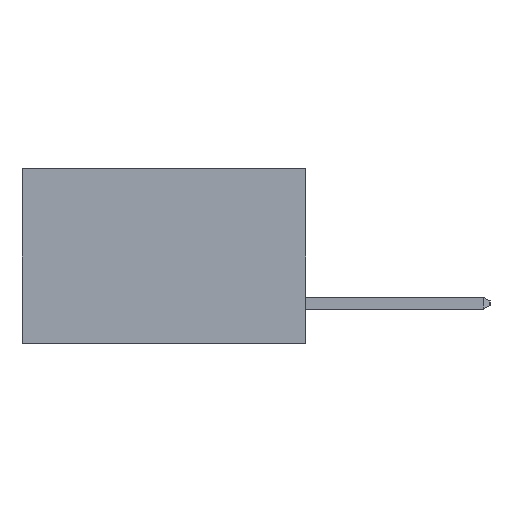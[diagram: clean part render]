
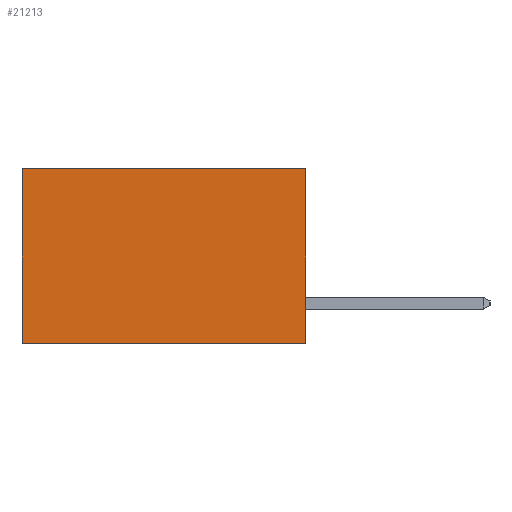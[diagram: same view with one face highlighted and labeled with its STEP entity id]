
A CAD part, left-side view. The second image highlights one B-rep face of the part: STEP entity #21213.
In plain terms, the highlighted planar face has unit normal (-1, 0, 0).
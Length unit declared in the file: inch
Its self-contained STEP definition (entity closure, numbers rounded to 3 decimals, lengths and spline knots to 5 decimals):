
#1133 = EDGE_CURVE ( 'NONE', #10554, #1367, #6506, .T. ) ;
#1367 = VERTEX_POINT ( 'NONE', #21940 ) ;
#1831 = CARTESIAN_POINT ( 'NONE',  ( 0.2615, 0.6, 0. ) ) ;
#2028 = DIRECTION ( 'NONE',  ( 0., 0., -1. ) ) ;
#3283 = ORIENTED_EDGE ( 'NONE', *, *, #22175, .T. ) ;
#4057 = DIRECTION ( 'NONE',  ( 0., 0., -1. ) ) ;
#4492 = ORIENTED_EDGE ( 'NONE', *, *, #7595, .T. ) ;
#6506 = LINE ( 'NONE', #16092, #16195 ) ;
#7483 = AXIS2_PLACEMENT_3D ( 'NONE', #11852, #15709, #4057 ) ;
#7595 = EDGE_CURVE ( 'NONE', #10554, #21837, #14041, .T. ) ;
#8432 = CARTESIAN_POINT ( 'NONE',  ( 0.2615, 0.6, -0.37 ) ) ;
#8924 = VECTOR ( 'NONE', #22220, 39.37008 ) ;
#9482 = LINE ( 'NONE', #16397, #18494 ) ;
#10554 = VERTEX_POINT ( 'NONE', #17828 ) ;
#10788 = DIRECTION ( 'NONE',  ( 0., 1., 0. ) ) ;
#11852 = CARTESIAN_POINT ( 'NONE',  ( 0.2615, 0., -0.37 ) ) ;
#13419 = VECTOR ( 'NONE', #22362, 39.37008 ) ;
#13752 = EDGE_CURVE ( 'NONE', #1367, #21377, #9482, .T. ) ;
#14041 = LINE ( 'NONE', #23028, #8924 ) ;
#15709 = DIRECTION ( 'NONE',  ( 1., 0., 0. ) ) ;
#16092 = CARTESIAN_POINT ( 'NONE',  ( 0.2615, 0., -0.37 ) ) ;
#16195 = VECTOR ( 'NONE', #2028, 39.37008 ) ;
#16397 = CARTESIAN_POINT ( 'NONE',  ( 0.2615, 0., -0.37 ) ) ;
#16478 = FACE_OUTER_BOUND ( 'NONE', #20779, .T. ) ;
#16651 = CARTESIAN_POINT ( 'NONE',  ( 0.2615, 0.6, -0.37 ) ) ;
#17828 = CARTESIAN_POINT ( 'NONE',  ( 0.2615, 0., 0. ) ) ;
#18186 = ORIENTED_EDGE ( 'NONE', *, *, #1133, .F. ) ;
#18494 = VECTOR ( 'NONE', #10788, 39.37008 ) ;
#19216 = ORIENTED_EDGE ( 'NONE', *, *, #13752, .F. ) ;
#20779 = EDGE_LOOP ( 'NONE', ( #3283, #19216, #18186, #4492 ) ) ;
#21213 = ADVANCED_FACE ( 'NONE', ( #16478 ), #23205, .F. ) ;
#21377 = VERTEX_POINT ( 'NONE', #8432 ) ;
#21768 = LINE ( 'NONE', #16651, #13419 ) ;
#21837 = VERTEX_POINT ( 'NONE', #1831 ) ;
#21940 = CARTESIAN_POINT ( 'NONE',  ( 0.2615, 0., -0.37 ) ) ;
#22175 = EDGE_CURVE ( 'NONE', #21837, #21377, #21768, .T. ) ;
#22220 = DIRECTION ( 'NONE',  ( 0., 1., 0. ) ) ;
#22362 = DIRECTION ( 'NONE',  ( 0., 0., -1. ) ) ;
#23028 = CARTESIAN_POINT ( 'NONE',  ( 0.2615, 0., 0. ) ) ;
#23205 = PLANE ( 'NONE',  #7483 ) ;
